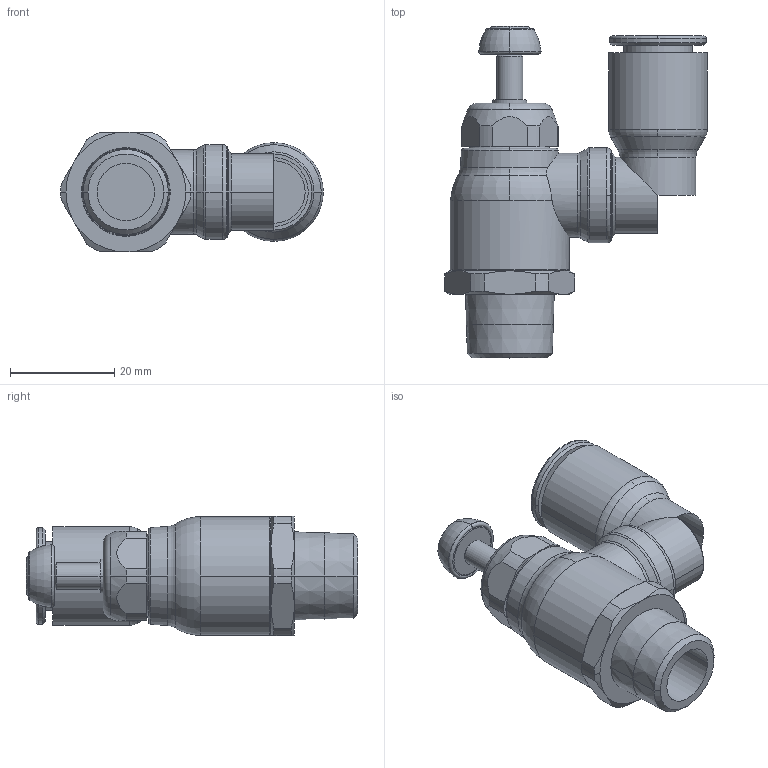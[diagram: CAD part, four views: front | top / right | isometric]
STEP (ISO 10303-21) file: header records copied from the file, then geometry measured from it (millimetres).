
FILE_DESCRIPTION(('STEP AP214'),'1');
FILE_NAME('7045_12_17.stp','2016-07-07T14:14:25',('TraceParts'),('TraceParts S.A.'),'Spatial InterOp 3D',' ',' ');
FILE_SCHEMA(('automotive_design'));
Length unit declared in the file: millimetre
Products named in the file (1): 1
Bounding box: 50.39 x 63.7 x 23 mm (x, y, z)
Volume: 22502.4 mm3; surface area: 8433.4 mm2
Topology: 1 solids, 2 shells, 168 faces, 421 edges, 270 vertices
Faces by surface type: torus 47, cone 44, cylinder 44, plane 31, revolution 2
Entity records: 5517 total; most frequent: CARTESIAN_POINT 1351, DIRECTION 984, ORIENTED_EDGE 838, AXIS2_PLACEMENT_3D 444, EDGE_CURVE 419, CIRCLE 277, VERTEX_POINT 269, EDGE_LOOP 184
